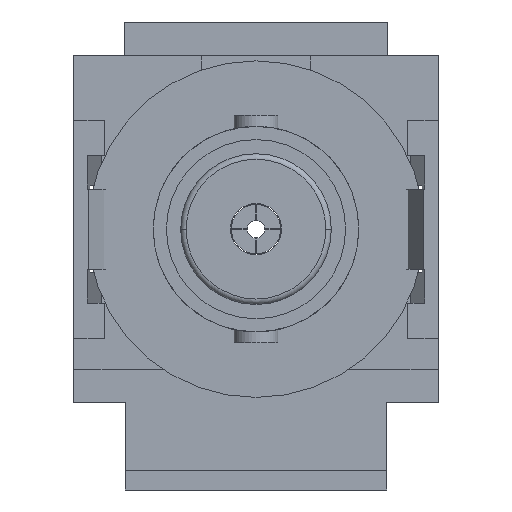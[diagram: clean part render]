
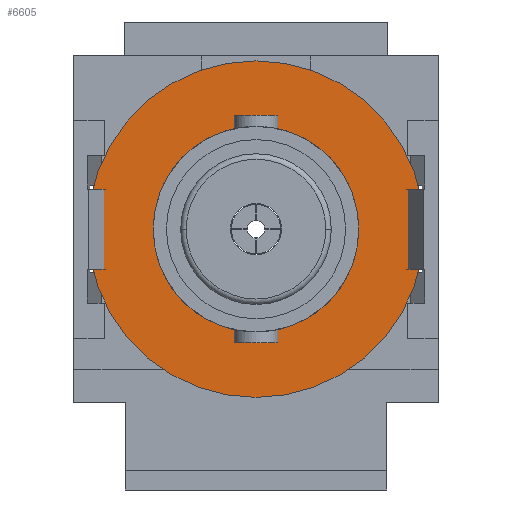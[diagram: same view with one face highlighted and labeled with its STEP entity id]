
A CAD part, front view. The second image highlights one B-rep face of the part: STEP entity #6605.
In plain terms, the highlighted face is planar.
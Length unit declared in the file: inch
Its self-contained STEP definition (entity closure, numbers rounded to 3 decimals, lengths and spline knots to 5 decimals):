
#73 = CARTESIAN_POINT ( 'NONE',  ( 0., 0., -0.22 ) ) ;
#551 = CARTESIAN_POINT ( 'NONE',  ( -0.1875, 0., -0.22 ) ) ;
#564 = ORIENTED_EDGE ( 'NONE', *, *, #2739, .F. ) ;
#1522 = DIRECTION ( 'NONE',  ( 1., 0., 0. ) ) ;
#1602 = DIRECTION ( 'NONE',  ( 1., 0., 0. ) ) ;
#1930 = EDGE_LOOP ( 'NONE', ( #564, #9031 ) ) ;
#2739 = EDGE_CURVE ( 'NONE', #3451, #6886, #12552, .T. ) ;
#2964 = FACE_OUTER_BOUND ( 'NONE', #1930, .T. ) ;
#3451 = VERTEX_POINT ( 'NONE', #5740 ) ;
#3530 = EDGE_CURVE ( 'NONE', #6886, #3451, #6840, .T. ) ;
#3894 = CARTESIAN_POINT ( 'NONE',  ( 0.1875, 0., -0.22 ) ) ;
#3927 = CARTESIAN_POINT ( 'NONE',  ( 0., 0., -0.22 ) ) ;
#4073 = CARTESIAN_POINT ( 'NONE',  ( 0.307, 0., -0.22 ) ) ;
#5126 = DIRECTION ( 'NONE',  ( 1., 0., 0. ) ) ;
#5424 = AXIS2_PLACEMENT_3D ( 'NONE', #4073, #12120, #7256 ) ;
#5516 = FACE_BOUND ( 'NONE', #11623, .T. ) ;
#5666 = VERTEX_POINT ( 'NONE', #551 ) ;
#5740 = CARTESIAN_POINT ( 'NONE',  ( 0.307, 0., -0.22 ) ) ;
#5916 = DIRECTION ( 'NONE',  ( 0., 0., 1. ) ) ;
#6530 = AXIS2_PLACEMENT_3D ( 'NONE', #9854, #7725, #1602 ) ;
#6605 = ADVANCED_FACE ( 'NONE', ( #5516, #2964 ), #11148, .T. ) ;
#6840 = CIRCLE ( 'NONE', #8844, 0.307 ) ;
#6886 = VERTEX_POINT ( 'NONE', #12647 ) ;
#7121 = VERTEX_POINT ( 'NONE', #3894 ) ;
#7256 = DIRECTION ( 'NONE',  ( -1., 0., 0. ) ) ;
#7358 = ORIENTED_EDGE ( 'NONE', *, *, #9452, .T. ) ;
#7725 = DIRECTION ( 'NONE',  ( 0., 0., 1. ) ) ;
#8844 = AXIS2_PLACEMENT_3D ( 'NONE', #3927, #5916, #12974 ) ;
#9031 = ORIENTED_EDGE ( 'NONE', *, *, #3530, .F. ) ;
#9141 = DIRECTION ( 'NONE',  ( 0., 0., 1. ) ) ;
#9452 = EDGE_CURVE ( 'NONE', #5666, #7121, #12010, .T. ) ;
#9617 = AXIS2_PLACEMENT_3D ( 'NONE', #73, #9141, #5126 ) ;
#9854 = CARTESIAN_POINT ( 'NONE',  ( 0., 0., -0.22 ) ) ;
#10042 = AXIS2_PLACEMENT_3D ( 'NONE', #10604, #11666, #1522 ) ;
#10361 = ORIENTED_EDGE ( 'NONE', *, *, #11826, .T. ) ;
#10604 = CARTESIAN_POINT ( 'NONE',  ( 0., 0., -0.22 ) ) ;
#10985 = CIRCLE ( 'NONE', #10042, 0.1875 ) ;
#11148 = PLANE ( 'NONE',  #5424 ) ;
#11623 = EDGE_LOOP ( 'NONE', ( #10361, #7358 ) ) ;
#11666 = DIRECTION ( 'NONE',  ( 0., 0., 1. ) ) ;
#11826 = EDGE_CURVE ( 'NONE', #7121, #5666, #10985, .T. ) ;
#12010 = CIRCLE ( 'NONE', #6530, 0.1875 ) ;
#12120 = DIRECTION ( 'NONE',  ( 0., 0., -1. ) ) ;
#12552 = CIRCLE ( 'NONE', #9617, 0.307 ) ;
#12647 = CARTESIAN_POINT ( 'NONE',  ( -0.307, 0., -0.22 ) ) ;
#12974 = DIRECTION ( 'NONE',  ( 1., 0., 0. ) ) ;
